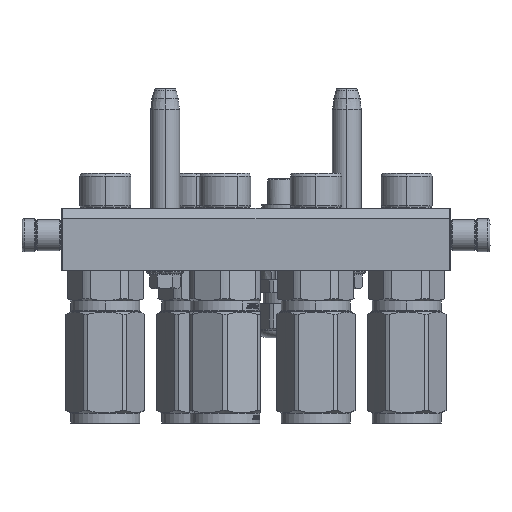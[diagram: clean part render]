
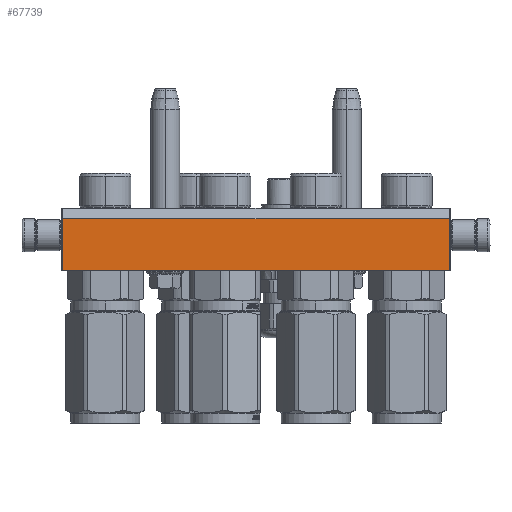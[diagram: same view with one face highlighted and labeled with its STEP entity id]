
A CAD part, left-side view. The second image highlights one B-rep face of the part: STEP entity #67739.
In plain terms, the highlighted face is planar.
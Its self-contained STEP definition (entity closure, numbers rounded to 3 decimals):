
#2731 = DIRECTION ( 'NONE',  ( 0., 0., -1. ) ) ;
#2991 = PLANE ( 'NONE',  #56605 ) ;
#4967 = VECTOR ( 'NONE', #11666, 1000. ) ;
#8441 = VERTEX_POINT ( 'NONE', #17707 ) ;
#9069 = DIRECTION ( 'NONE',  ( 1., 0., 0. ) ) ;
#9592 = VECTOR ( 'NONE', #67110, 1000. ) ;
#11195 = EDGE_CURVE ( 'NONE', #8441, #55040, #36172, .T. ) ;
#11666 = DIRECTION ( 'NONE',  ( -1., 0., 0. ) ) ;
#12586 = CARTESIAN_POINT ( 'NONE',  ( -93.5, 15., -45. ) ) ;
#13625 = EDGE_CURVE ( 'NONE', #20265, #15622, #55170, .T. ) ;
#15622 = VERTEX_POINT ( 'NONE', #53746 ) ;
#17707 = CARTESIAN_POINT ( 'NONE',  ( 93.5, 15., -45. ) ) ;
#19053 = DIRECTION ( 'NONE',  ( 0., 1., 0. ) ) ;
#19490 = LINE ( 'NONE', #59661, #64237 ) ;
#20265 = VERTEX_POINT ( 'NONE', #30142 ) ;
#24232 = CARTESIAN_POINT ( 'NONE',  ( 93.5, 15., -45. ) ) ;
#26655 = CARTESIAN_POINT ( 'NONE',  ( 94., -15., -45. ) ) ;
#30142 = CARTESIAN_POINT ( 'NONE',  ( -93.5, -10., -45. ) ) ;
#31137 = ORIENTED_EDGE ( 'NONE', *, *, #11195, .F. ) ;
#36172 = LINE ( 'NONE', #24232, #4967 ) ;
#37480 = ORIENTED_EDGE ( 'NONE', *, *, #38945, .F. ) ;
#37532 = CARTESIAN_POINT ( 'NONE',  ( -93.5, -10., -45. ) ) ;
#38945 = EDGE_CURVE ( 'NONE', #15622, #8441, #19490, .T. ) ;
#41995 = ORIENTED_EDGE ( 'NONE', *, *, #13625, .F. ) ;
#43488 = EDGE_CURVE ( 'NONE', #20265, #55040, #47178, .T. ) ;
#43785 = DIRECTION ( 'NONE',  ( -1., 0., 0. ) ) ;
#47178 = LINE ( 'NONE', #37532, #9592 ) ;
#47578 = ORIENTED_EDGE ( 'NONE', *, *, #43488, .T. ) ;
#53746 = CARTESIAN_POINT ( 'NONE',  ( 93.5, -10., -45. ) ) ;
#55040 = VERTEX_POINT ( 'NONE', #12586 ) ;
#55170 = LINE ( 'NONE', #55385, #66128 ) ;
#55385 = CARTESIAN_POINT ( 'NONE',  ( -93.5, -10., -45. ) ) ;
#56605 = AXIS2_PLACEMENT_3D ( 'NONE', #26655, #2731, #43785 ) ;
#59661 = CARTESIAN_POINT ( 'NONE',  ( 93.5, -10., -45. ) ) ;
#62897 = EDGE_LOOP ( 'NONE', ( #31137, #37480, #41995, #47578 ) ) ;
#64237 = VECTOR ( 'NONE', #19053, 1000. ) ;
#66128 = VECTOR ( 'NONE', #9069, 1000. ) ;
#67110 = DIRECTION ( 'NONE',  ( 0., 1., 0. ) ) ;
#67739 = ADVANCED_FACE ( 'NONE', ( #75951 ), #2991, .T. ) ;
#75951 = FACE_OUTER_BOUND ( 'NONE', #62897, .T. ) ;
